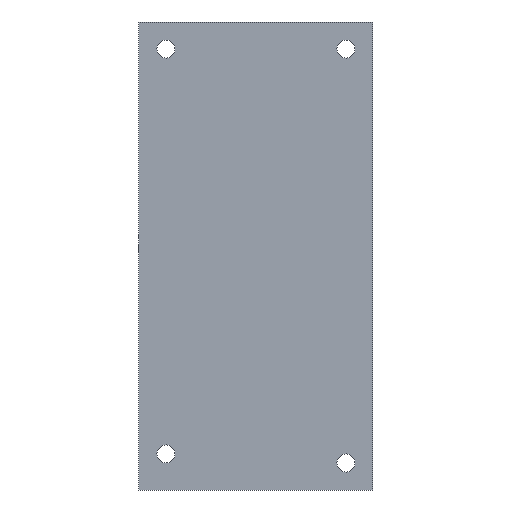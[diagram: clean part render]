
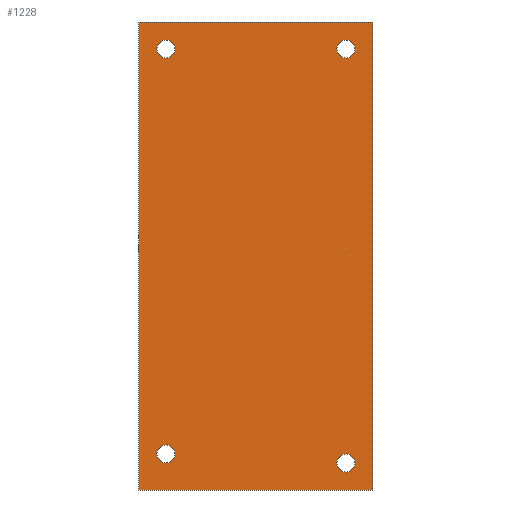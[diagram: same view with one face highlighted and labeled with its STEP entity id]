
A CAD part, front view. The second image highlights one B-rep face of the part: STEP entity #1228.
In plain terms, the highlighted planar face has unit normal (0, -1, 0).
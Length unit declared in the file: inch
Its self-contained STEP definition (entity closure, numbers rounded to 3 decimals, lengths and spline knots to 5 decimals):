
#30=FACE_BOUND('',#270,.T.);
#31=FACE_BOUND('',#271,.T.);
#32=FACE_BOUND('',#272,.T.);
#33=FACE_BOUND('',#273,.T.);
#88=CIRCLE('',#1343,0.125);
#89=CIRCLE('',#1345,0.125);
#90=CIRCLE('',#1347,0.125);
#91=CIRCLE('',#1349,0.125);
#187=FACE_OUTER_BOUND('',#269,.T.);
#269=EDGE_LOOP('',(#1116,#1117,#1118,#1119));
#270=EDGE_LOOP('',(#1120));
#271=EDGE_LOOP('',(#1121));
#272=EDGE_LOOP('',(#1122));
#273=EDGE_LOOP('',(#1123));
#378=LINE('',#2059,#490);
#381=LINE('',#2064,#493);
#383=LINE('',#2068,#495);
#385=LINE('',#2071,#497);
#490=VECTOR('',#1702,6.5);
#493=VECTOR('',#1707,3.25);
#495=VECTOR('',#1711,6.5);
#497=VECTOR('',#1715,3.25);
#606=VERTEX_POINT('',#2045);
#607=VERTEX_POINT('',#2048);
#608=VERTEX_POINT('',#2051);
#609=VERTEX_POINT('',#2054);
#610=VERTEX_POINT('',#2057);
#611=VERTEX_POINT('',#2058);
#612=VERTEX_POINT('',#2063);
#613=VERTEX_POINT('',#2067);
#772=EDGE_CURVE('',#606,#606,#88,.T.);
#773=EDGE_CURVE('',#607,#607,#89,.T.);
#774=EDGE_CURVE('',#608,#608,#90,.T.);
#775=EDGE_CURVE('',#609,#609,#91,.T.);
#776=EDGE_CURVE('',#610,#611,#378,.T.);
#779=EDGE_CURVE('',#612,#610,#381,.T.);
#781=EDGE_CURVE('',#613,#612,#383,.T.);
#783=EDGE_CURVE('',#611,#613,#385,.T.);
#1116=ORIENTED_EDGE('',*,*,#783,.F.);
#1117=ORIENTED_EDGE('',*,*,#776,.F.);
#1118=ORIENTED_EDGE('',*,*,#779,.F.);
#1119=ORIENTED_EDGE('',*,*,#781,.F.);
#1120=ORIENTED_EDGE('',*,*,#772,.T.);
#1121=ORIENTED_EDGE('',*,*,#773,.T.);
#1122=ORIENTED_EDGE('',*,*,#774,.T.);
#1123=ORIENTED_EDGE('',*,*,#775,.T.);
#1161=PLANE('',#1355);
#1228=ADVANCED_FACE('',(#187,#30,#31,#32,#33),#1161,.F.);
#1343=AXIS2_PLACEMENT_3D('',#2046,#1686,#1687);
#1345=AXIS2_PLACEMENT_3D('',#2049,#1690,#1691);
#1347=AXIS2_PLACEMENT_3D('',#2052,#1694,#1695);
#1349=AXIS2_PLACEMENT_3D('',#2055,#1698,#1699);
#1355=AXIS2_PLACEMENT_3D('',#2073,#1718,#1719);
#1686=DIRECTION('center_axis',(0.,1.,0.));
#1687=DIRECTION('ref_axis',(1.,0.,0.));
#1690=DIRECTION('center_axis',(0.,1.,0.));
#1691=DIRECTION('ref_axis',(1.,0.,0.));
#1694=DIRECTION('center_axis',(0.,1.,0.));
#1695=DIRECTION('ref_axis',(1.,0.,0.));
#1698=DIRECTION('center_axis',(0.,1.,0.));
#1699=DIRECTION('ref_axis',(1.,0.,0.));
#1702=DIRECTION('',(0.,0.,1.));
#1707=DIRECTION('',(-1.,0.,0.));
#1711=DIRECTION('',(0.,0.,-1.));
#1715=DIRECTION('',(1.,0.,0.));
#1718=DIRECTION('center_axis',(0.,1.,0.));
#1719=DIRECTION('ref_axis',(0.,0.,1.));
#2045=CARTESIAN_POINT('',(0.25,0.,-6.));
#2046=CARTESIAN_POINT('Origin',(0.375,0.,-6.));
#2048=CARTESIAN_POINT('',(2.75,0.,-6.125));
#2049=CARTESIAN_POINT('Origin',(2.875,0.,-6.125));
#2051=CARTESIAN_POINT('',(2.75,0.,-0.375));
#2052=CARTESIAN_POINT('Origin',(2.875,0.,-0.375));
#2054=CARTESIAN_POINT('',(0.25,0.,-0.375));
#2055=CARTESIAN_POINT('Origin',(0.375,0.,-0.375));
#2057=CARTESIAN_POINT('',(0.,0.,-6.5));
#2058=CARTESIAN_POINT('',(0.,0.,0.));
#2059=CARTESIAN_POINT('',(0.,0.,-6.5));
#2063=CARTESIAN_POINT('',(3.25,0.,-6.5));
#2064=CARTESIAN_POINT('',(3.25,0.,-6.5));
#2067=CARTESIAN_POINT('',(3.25,0.,0.));
#2068=CARTESIAN_POINT('',(3.25,0.,0.));
#2071=CARTESIAN_POINT('',(0.,0.,0.));
#2073=CARTESIAN_POINT('Origin',(1.625,0.,-3.25));
